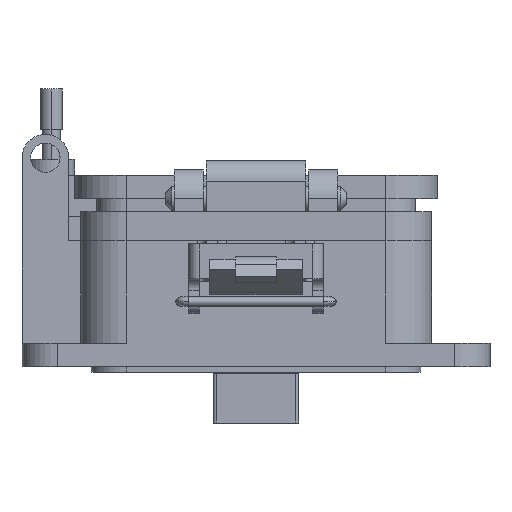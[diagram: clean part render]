
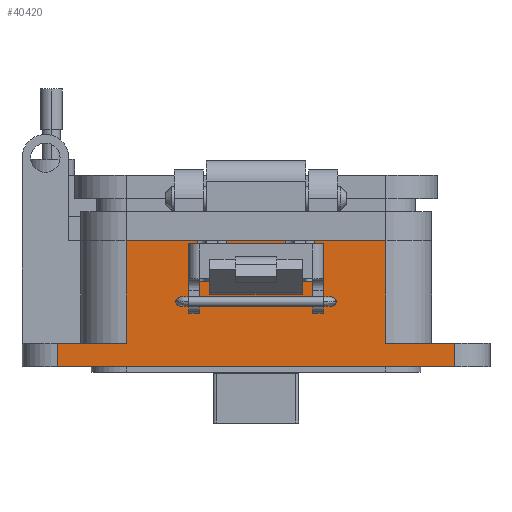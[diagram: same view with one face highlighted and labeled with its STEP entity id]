
A CAD part, front view. The second image highlights one B-rep face of the part: STEP entity #40420.
In plain terms, the highlighted planar face has unit normal (0, -1, 0).
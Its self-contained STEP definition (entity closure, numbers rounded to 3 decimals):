
#11 = DIRECTION ( 'NONE',  ( 0., 0., -1. ) ) ;
#399 = CARTESIAN_POINT ( 'NONE',  ( -5.036, -15.056, -28.704 ) ) ;
#563 = VECTOR ( 'NONE', #25855, 1000. ) ;
#679 = ORIENTED_EDGE ( 'NONE', *, *, #46438, .T. ) ;
#939 = EDGE_CURVE ( 'NONE', #15696, #49778, #44385, .T. ) ;
#1018 = VECTOR ( 'NONE', #9625, 1000. ) ;
#1487 = DIRECTION ( 'NONE',  ( 0., 0., -1. ) ) ;
#1748 = VECTOR ( 'NONE', #3075, 1000. ) ;
#2709 = VECTOR ( 'NONE', #13513, 1000. ) ;
#2897 = CARTESIAN_POINT ( 'NONE',  ( 10.071, -15.056, -21.654 ) ) ;
#2902 = VERTEX_POINT ( 'NONE', #24972 ) ;
#3075 = DIRECTION ( 'NONE',  ( -1., 0., 0. ) ) ;
#3477 = LINE ( 'NONE', #18686, #25547 ) ;
#3674 = DIRECTION ( 'NONE',  ( 1., 0., 0. ) ) ;
#3924 = VECTOR ( 'NONE', #37732, 1000. ) ;
#4481 = EDGE_CURVE ( 'NONE', #45210, #33561, #41465, .T. ) ;
#4881 = EDGE_CURVE ( 'NONE', #12430, #28154, #26077, .T. ) ;
#5168 = LINE ( 'NONE', #9541, #2709 ) ;
#6733 = CARTESIAN_POINT ( 'NONE',  ( 10.071, -15.056, -39.279 ) ) ;
#6761 = VECTOR ( 'NONE', #14656, 1000. ) ;
#7842 = DIRECTION ( 'NONE',  ( -1., 0., 0. ) ) ;
#7978 = EDGE_CURVE ( 'NONE', #41175, #28318, #30708, .T. ) ;
#8330 = EDGE_CURVE ( 'NONE', #12494, #41175, #15962, .T. ) ;
#8472 = DIRECTION ( 'NONE',  ( -1., 0., 0. ) ) ;
#9288 = ORIENTED_EDGE ( 'NONE', *, *, #7978, .T. ) ;
#9541 = CARTESIAN_POINT ( 'NONE',  ( 5.036, -15.056, -21.654 ) ) ;
#9625 = DIRECTION ( 'NONE',  ( -1., 0., 0. ) ) ;
#9873 = EDGE_CURVE ( 'NONE', #10880, #28414, #17040, .T. ) ;
#10102 = EDGE_CURVE ( 'NONE', #47545, #12494, #42742, .T. ) ;
#10427 = CARTESIAN_POINT ( 'NONE',  ( -10.071, -15.056, -21.654 ) ) ;
#10880 = VERTEX_POINT ( 'NONE', #18439 ) ;
#11528 = CARTESIAN_POINT ( 'NONE',  ( 34.243, -15.056, -43.307 ) ) ;
#12069 = CARTESIAN_POINT ( 'NONE',  ( -34.243, -15.056, -21.654 ) ) ;
#12222 = LINE ( 'NONE', #2897, #1748 ) ;
#12430 = VERTEX_POINT ( 'NONE', #10427 ) ;
#12461 = CARTESIAN_POINT ( 'NONE',  ( 10.071, -15.056, -28.704 ) ) ;
#12494 = VERTEX_POINT ( 'NONE', #14708 ) ;
#13280 = FACE_OUTER_BOUND ( 'NONE', #19433, .T. ) ;
#13513 = DIRECTION ( 'NONE',  ( 0., 0., 1. ) ) ;
#14656 = DIRECTION ( 'NONE',  ( 0., 0., -1. ) ) ;
#14708 = CARTESIAN_POINT ( 'NONE',  ( 10.071, -15.056, -21.654 ) ) ;
#15357 = CARTESIAN_POINT ( 'NONE',  ( -5.036, -15.056, -21.654 ) ) ;
#15637 = ORIENTED_EDGE ( 'NONE', *, *, #31465, .T. ) ;
#15696 = VERTEX_POINT ( 'NONE', #399 ) ;
#15962 = LINE ( 'NONE', #37925, #6761 ) ;
#16109 = CARTESIAN_POINT ( 'NONE',  ( 34.243, -15.056, -43.307 ) ) ;
#16625 = ORIENTED_EDGE ( 'NONE', *, *, #48723, .T. ) ;
#16753 = ORIENTED_EDGE ( 'NONE', *, *, #45596, .T. ) ;
#17040 = LINE ( 'NONE', #12069, #26245 ) ;
#17493 = CARTESIAN_POINT ( 'NONE',  ( 10.071, -15.056, -21.654 ) ) ;
#18315 = LINE ( 'NONE', #24978, #48377 ) ;
#18439 = CARTESIAN_POINT ( 'NONE',  ( -34.243, -15.056, -39.279 ) ) ;
#18536 = DIRECTION ( 'NONE',  ( -1., 0., 0. ) ) ;
#18686 = CARTESIAN_POINT ( 'NONE',  ( -10.071, -15.056, -21.654 ) ) ;
#19433 = EDGE_LOOP ( 'NONE', ( #22109, #19833, #9288, #679, #34397, #42614, #50849, #33121, #33745, #24085, #15637, #47495, #27589, #29456, #16753, #16625 ) ) ;
#19833 = ORIENTED_EDGE ( 'NONE', *, *, #8330, .T. ) ;
#20018 = DIRECTION ( 'NONE',  ( 0., 0., -1. ) ) ;
#20726 = VERTEX_POINT ( 'NONE', #28590 ) ;
#21555 = VERTEX_POINT ( 'NONE', #15357 ) ;
#21698 = VECTOR ( 'NONE', #7842, 1000. ) ;
#21907 = CARTESIAN_POINT ( 'NONE',  ( -22.358, -15.056, -21.654 ) ) ;
#22109 = ORIENTED_EDGE ( 'NONE', *, *, #10102, .T. ) ;
#22683 = LINE ( 'NONE', #21907, #563 ) ;
#22786 = DIRECTION ( 'NONE',  ( 0., -1., 0. ) ) ;
#22919 = LINE ( 'NONE', #27367, #21698 ) ;
#23785 = EDGE_CURVE ( 'NONE', #21555, #15696, #18315, .T. ) ;
#24085 = ORIENTED_EDGE ( 'NONE', *, *, #41685, .T. ) ;
#24972 = CARTESIAN_POINT ( 'NONE',  ( 22.358, -15.056, -39.279 ) ) ;
#24978 = CARTESIAN_POINT ( 'NONE',  ( -5.036, -15.056, -21.654 ) ) ;
#25547 = VECTOR ( 'NONE', #46130, 1000. ) ;
#25855 = DIRECTION ( 'NONE',  ( 0., 0., -1. ) ) ;
#26077 = LINE ( 'NONE', #50342, #35268 ) ;
#26245 = VECTOR ( 'NONE', #11, 1000. ) ;
#27191 = VECTOR ( 'NONE', #3674, 1000. ) ;
#27367 = CARTESIAN_POINT ( 'NONE',  ( 10.071, -15.056, -39.279 ) ) ;
#27589 = ORIENTED_EDGE ( 'NONE', *, *, #46719, .T. ) ;
#28107 = LINE ( 'NONE', #46414, #47740 ) ;
#28154 = VERTEX_POINT ( 'NONE', #35620 ) ;
#28318 = VERTEX_POINT ( 'NONE', #44862 ) ;
#28414 = VERTEX_POINT ( 'NONE', #45381 ) ;
#28590 = CARTESIAN_POINT ( 'NONE',  ( -22.358, -15.056, -39.279 ) ) ;
#29456 = ORIENTED_EDGE ( 'NONE', *, *, #4481, .F. ) ;
#30708 = LINE ( 'NONE', #12461, #50340 ) ;
#31087 = CARTESIAN_POINT ( 'NONE',  ( 0., -15.056, -43.307 ) ) ;
#31465 = EDGE_CURVE ( 'NONE', #20726, #10880, #22919, .T. ) ;
#32550 = CARTESIAN_POINT ( 'NONE',  ( 22.358, -15.056, -21.654 ) ) ;
#32691 = LINE ( 'NONE', #6733, #41882 ) ;
#33121 = ORIENTED_EDGE ( 'NONE', *, *, #43014, .T. ) ;
#33561 = VERTEX_POINT ( 'NONE', #11528 ) ;
#33745 = ORIENTED_EDGE ( 'NONE', *, *, #4881, .T. ) ;
#34397 = ORIENTED_EDGE ( 'NONE', *, *, #48672, .T. ) ;
#35268 = VECTOR ( 'NONE', #46385, 1000. ) ;
#35620 = CARTESIAN_POINT ( 'NONE',  ( -22.358, -15.056, -21.654 ) ) ;
#36216 = VERTEX_POINT ( 'NONE', #45060 ) ;
#37732 = DIRECTION ( 'NONE',  ( -1., 0., 0. ) ) ;
#37925 = CARTESIAN_POINT ( 'NONE',  ( 10.071, -15.056, -21.654 ) ) ;
#38831 = LINE ( 'NONE', #31087, #27191 ) ;
#40420 = ADVANCED_FACE ( 'NONE', ( #13280 ), #42146, .T. ) ;
#41175 = VERTEX_POINT ( 'NONE', #45299 ) ;
#41465 = LINE ( 'NONE', #16109, #50671 ) ;
#41685 = EDGE_CURVE ( 'NONE', #28154, #20726, #22683, .T. ) ;
#41882 = VECTOR ( 'NONE', #18536, 1000. ) ;
#42146 = PLANE ( 'NONE',  #44220 ) ;
#42217 = CARTESIAN_POINT ( 'NONE',  ( 34.243, -15.056, -39.279 ) ) ;
#42614 = ORIENTED_EDGE ( 'NONE', *, *, #23785, .T. ) ;
#42742 = LINE ( 'NONE', #17493, #1018 ) ;
#43014 = EDGE_CURVE ( 'NONE', #49778, #12430, #3477, .T. ) ;
#44220 = AXIS2_PLACEMENT_3D ( 'NONE', #46285, #22786, #50225 ) ;
#44385 = LINE ( 'NONE', #45273, #3924 ) ;
#44862 = CARTESIAN_POINT ( 'NONE',  ( 5.036, -15.056, -28.704 ) ) ;
#45060 = CARTESIAN_POINT ( 'NONE',  ( 5.036, -15.056, -21.654 ) ) ;
#45210 = VERTEX_POINT ( 'NONE', #42217 ) ;
#45273 = CARTESIAN_POINT ( 'NONE',  ( 10.071, -15.056, -28.704 ) ) ;
#45299 = CARTESIAN_POINT ( 'NONE',  ( 10.071, -15.056, -28.704 ) ) ;
#45381 = CARTESIAN_POINT ( 'NONE',  ( -34.243, -15.056, -43.307 ) ) ;
#45596 = EDGE_CURVE ( 'NONE', #45210, #2902, #32691, .T. ) ;
#46130 = DIRECTION ( 'NONE',  ( 0., 0., 1. ) ) ;
#46285 = CARTESIAN_POINT ( 'NONE',  ( 10.071, -15.056, -21.654 ) ) ;
#46385 = DIRECTION ( 'NONE',  ( -1., 0., 0. ) ) ;
#46414 = CARTESIAN_POINT ( 'NONE',  ( 22.358, -15.056, -21.654 ) ) ;
#46438 = EDGE_CURVE ( 'NONE', #28318, #36216, #5168, .T. ) ;
#46719 = EDGE_CURVE ( 'NONE', #28414, #33561, #38831, .T. ) ;
#46952 = CARTESIAN_POINT ( 'NONE',  ( -10.071, -15.056, -28.704 ) ) ;
#47495 = ORIENTED_EDGE ( 'NONE', *, *, #9873, .T. ) ;
#47545 = VERTEX_POINT ( 'NONE', #32550 ) ;
#47740 = VECTOR ( 'NONE', #50368, 1000. ) ;
#48377 = VECTOR ( 'NONE', #1487, 1000. ) ;
#48672 = EDGE_CURVE ( 'NONE', #36216, #21555, #12222, .T. ) ;
#48723 = EDGE_CURVE ( 'NONE', #2902, #47545, #28107, .T. ) ;
#49778 = VERTEX_POINT ( 'NONE', #46952 ) ;
#50225 = DIRECTION ( 'NONE',  ( 1., 0., 0. ) ) ;
#50340 = VECTOR ( 'NONE', #8472, 1000. ) ;
#50342 = CARTESIAN_POINT ( 'NONE',  ( 10.071, -15.056, -21.654 ) ) ;
#50368 = DIRECTION ( 'NONE',  ( 0., 0., 1. ) ) ;
#50671 = VECTOR ( 'NONE', #20018, 1000. ) ;
#50849 = ORIENTED_EDGE ( 'NONE', *, *, #939, .T. ) ;
